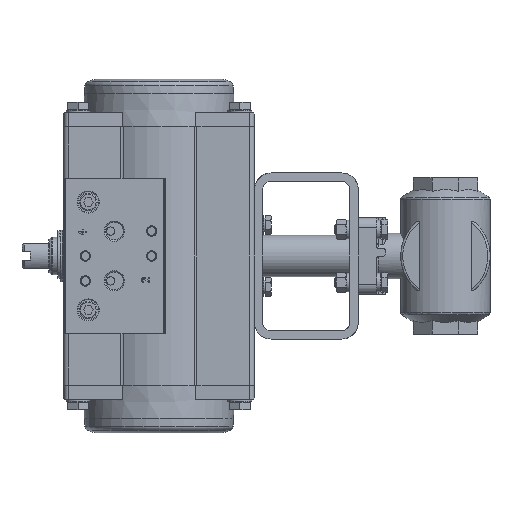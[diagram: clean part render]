
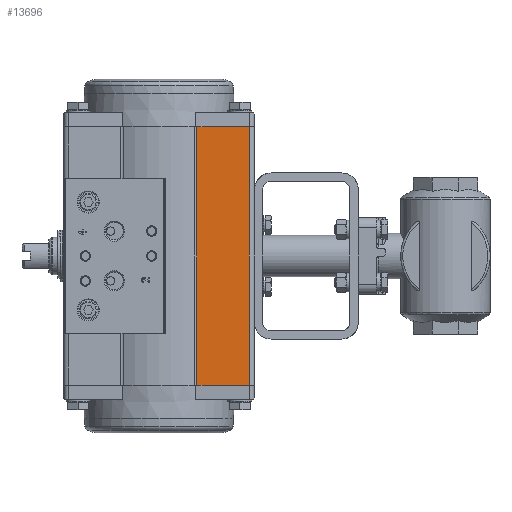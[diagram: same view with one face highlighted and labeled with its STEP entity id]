
A CAD part, left-side view. The second image highlights one B-rep face of the part: STEP entity #13696.
In plain terms, the highlighted face is planar.
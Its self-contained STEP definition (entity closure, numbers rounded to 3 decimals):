
#416=PLANE('',#15020);
#1610=LINE('',#22193,#2421);
#1634=LINE('',#22331,#2445);
#1670=LINE('',#22439,#2481);
#1671=LINE('',#22440,#2482);
#2421=VECTOR('',#17397,1000.);
#2445=VECTOR('',#17463,1000.);
#2481=VECTOR('',#17555,1000.);
#2482=VECTOR('',#17556,1000.);
#4388=ORIENTED_EDGE('',*,*,#7505,.F.);
#4389=ORIENTED_EDGE('',*,*,#7606,.F.);
#4390=ORIENTED_EDGE('',*,*,#7553,.T.);
#4391=ORIENTED_EDGE('',*,*,#7607,.T.);
#7505=EDGE_CURVE('',#9228,#9236,#1610,.T.);
#7553=EDGE_CURVE('',#9258,#9276,#1634,.T.);
#7606=EDGE_CURVE('',#9258,#9228,#1670,.T.);
#7607=EDGE_CURVE('',#9276,#9236,#1671,.T.);
#9228=VERTEX_POINT('',#22163);
#9236=VERTEX_POINT('',#22194);
#9258=VERTEX_POINT('',#22260);
#9276=VERTEX_POINT('',#22330);
#11167=EDGE_LOOP('',(#4388,#4389,#4390,#4391));
#12374=FACE_BOUND('',#11167,.T.);
#13696=ADVANCED_FACE('',(#12374),#416,.F.);
#15020=AXIS2_PLACEMENT_3D('',#22438,#17553,#17554);
#17397=DIRECTION('',(0.,-1.,0.));
#17463=DIRECTION('',(0.,-1.,0.));
#17553=DIRECTION('',(-1.,0.,0.));
#17554=DIRECTION('',(0.,0.,1.));
#17555=DIRECTION('',(0.,0.,-1.));
#17556=DIRECTION('',(0.,0.,-1.));
#22163=CARTESIAN_POINT('',(32.,-18.31,-62.2));
#22193=CARTESIAN_POINT('',(32.,46.,-62.2));
#22194=CARTESIAN_POINT('',(32.,-43.5,-62.2));
#22260=CARTESIAN_POINT('',(32.,-18.31,62.2));
#22330=CARTESIAN_POINT('',(32.,-43.5,62.2));
#22331=CARTESIAN_POINT('',(32.,46.,62.2));
#22438=CARTESIAN_POINT('',(32.,18.31,62.2));
#22439=CARTESIAN_POINT('',(32.,-18.31,62.2));
#22440=CARTESIAN_POINT('',(32.,-43.5,62.2));
